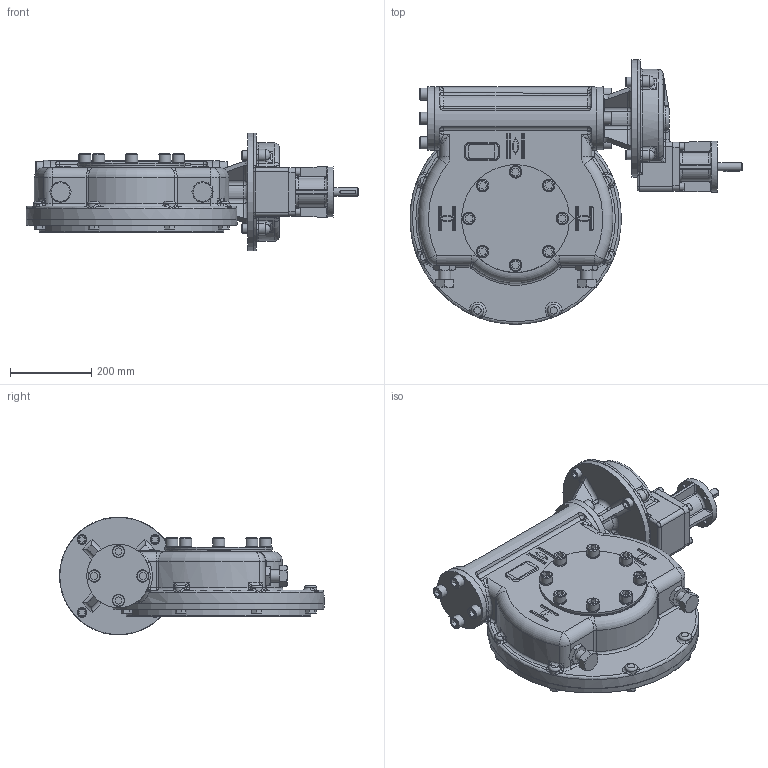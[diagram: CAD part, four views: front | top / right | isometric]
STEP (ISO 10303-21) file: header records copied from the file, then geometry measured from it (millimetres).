
FILE_DESCRIPTION(/* description */ ('Unknown'),/* implementation_level */ '2;1');
FILE_NAME(/* name */ 'PUB-IW8FBIRS-F10-F25',/* time_stamp */ '2016-06-29T11:03:19+01:00',/* author */ ('Unknown'),/* organization */ ('Unknown'),/* preprocessor_version */ 'ST-DEVELOPER v16',/* originating_system */ 'DEX',/* authorisation */ $);
FILE_SCHEMA (('AP203_CONFIGURATION_CONTROLLED_3D_DESIGN_OF_MECHANICAL_PARTS_AND_ASSEMBLIES_MIM_LF { 1 0 10303 203 3 1 4 }','AUTOMOTIVE_DESIGN {1 0 10303 214 3 1 1}'));
Products named in the file (1): PUB-IW8FBIRS-F10-F25
Bounding box: 817.13 x 650.94 x 289.28 mm (x, y, z)
Surface area: 1454127.7 mm2 (no closed solid volume)
Topology: 0 solids, 74 shells, 1120 faces, 3042 edges, 1905 vertices
Faces by surface type: plane 420, cylinder 260, torus 134, bspline 130, cone 128, sphere 48
Full cylindrical faces by diameter (mm): 10.5 x4, 13.835 x8, 17 x8, 18 x4, 20 x1, 24 x4, 30 x18, 30.7 x8, 50 x1, 70.05 x1, 125 x1, 155 x1, 195 x1, 260 x1, 289 x1, 454.5 x1
Entity records: 51931 total; most frequent: CARTESIAN_POINT 25528, DIRECTION 5182, ORIENTED_EDGE 4979, EDGE_CURVE 2780, AXIS2_PLACEMENT_3D 2064, VERTEX_POINT 1855, FACE_BOUND 1400, EDGE_LOOP 1392
